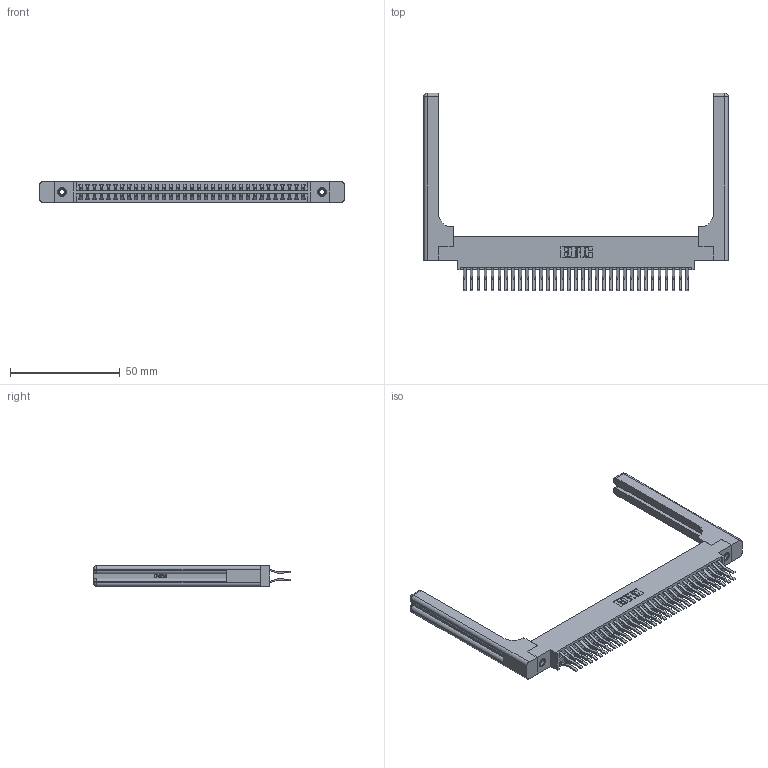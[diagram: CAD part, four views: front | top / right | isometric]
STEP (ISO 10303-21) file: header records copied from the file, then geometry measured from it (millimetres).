
FILE_DESCRIPTION (( 'STEP AP203' ), '1' );
FILE_NAME ('396-066-560-858.STEP', '2019-11-02T10:16:50', ( '' ), ( '' ), 'SwSTEP 2.0', 'SolidWorks 2016', '' );
FILE_SCHEMA (( 'CONFIG_CONTROL_DESIGN' ));
Length unit declared in the file: inch
Products named in the file (5): 346-220-058_345-220-058; 396-066-560-858; 346 Part_0.170 Offset - 0.156 Dia-TH; 345-292-001_560 Tail; 345-250-001_345-250-001-102
Assembly tree (71 placements, depth 2):
  396-066-560-858
    346 Part_0.170 Offset - 0.156 Dia-TH
    345-292-001_560 Tail  x66
    345-250-001_345-250-001-102  x2
    346-220-058_345-220-058  x2
Bounding box: 138.84 x 90.05 x 9.4 mm (x, y, z)
Volume: 21240.6 mm3; surface area: 25060.4 mm2
Topology: 71 solids, 71 shells, 3946 faces, 11633 edges, 7646 vertices
Faces by surface type: plane 2538, cylinder 1348, bspline 36, cone 12, sphere 8, torus 4
Entity records: 28150 total; most frequent: CARTESIAN_POINT 5661, ORIENTED_EDGE 4392, DIRECTION 3976, EDGE_CURVE 2196, LINE 1836, VECTOR 1836, VERTEX_POINT 1454, AXIS2_PLACEMENT_3D 1070
